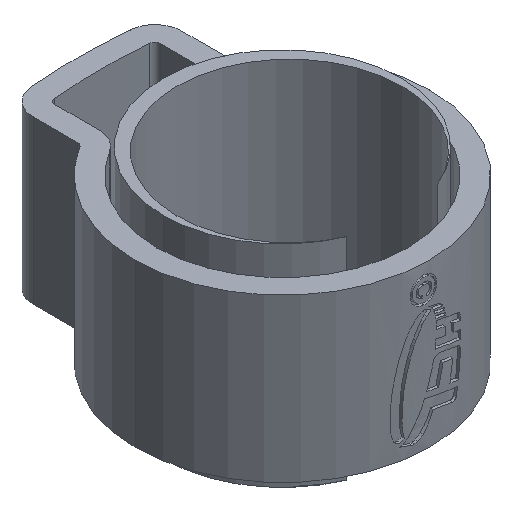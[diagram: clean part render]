
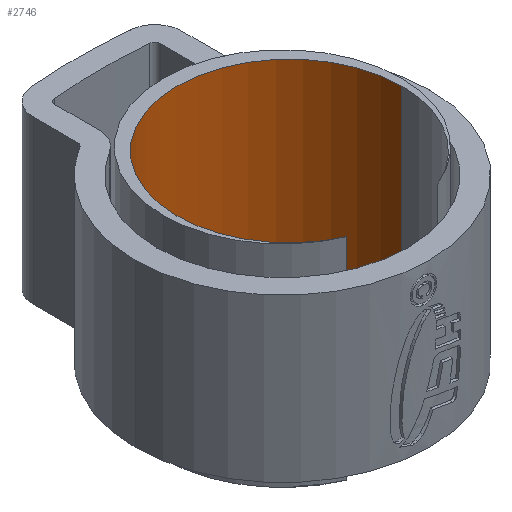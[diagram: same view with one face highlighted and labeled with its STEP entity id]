
A CAD part, isometric view. The second image highlights one B-rep face of the part: STEP entity #2746.
In plain terms, the highlighted cylindrical face has radius 4.16 mm (diameter 8.321 mm), a partial arc.
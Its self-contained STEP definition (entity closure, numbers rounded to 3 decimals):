
#166 = CIRCLE ( 'NONE', #1679, 4.161 ) ;
#213 = EDGE_CURVE ( 'NONE', #780, #3440, #4262, .T. ) ;
#292 = DIRECTION ( 'NONE',  ( 0., 0., -1. ) ) ;
#315 = AXIS2_PLACEMENT_3D ( 'NONE', #1549, #1525, #3516 ) ;
#617 = CARTESIAN_POINT ( 'NONE',  ( 4.161, -0.261, 3.9 ) ) ;
#780 = VERTEX_POINT ( 'NONE', #3798 ) ;
#862 = DIRECTION ( 'NONE',  ( 0., 0., -1. ) ) ;
#936 = VERTEX_POINT ( 'NONE', #2604 ) ;
#1096 = CARTESIAN_POINT ( 'NONE',  ( 4.161, -0.261, -3.9 ) ) ;
#1102 = VERTEX_POINT ( 'NONE', #1096 ) ;
#1273 = ORIENTED_EDGE ( 'NONE', *, *, #213, .F. ) ;
#1525 = DIRECTION ( 'NONE',  ( 0., 0., -1. ) ) ;
#1549 = CARTESIAN_POINT ( 'NONE',  ( 0., -0.261, 3.9 ) ) ;
#1571 = EDGE_LOOP ( 'NONE', ( #3270, #1273, #2511, #3765 ) ) ;
#1679 = AXIS2_PLACEMENT_3D ( 'NONE', #4711, #3506, #2312 ) ;
#1847 = CARTESIAN_POINT ( 'NONE',  ( 4.161, -0.261, 3.9 ) ) ;
#1948 = DIRECTION ( 'NONE',  ( 0., 0., -1. ) ) ;
#2036 = VECTOR ( 'NONE', #862, 1000. ) ;
#2179 = LINE ( 'NONE', #2551, #2036 ) ;
#2312 = DIRECTION ( 'NONE',  ( 1., 0., 0. ) ) ;
#2511 = ORIENTED_EDGE ( 'NONE', *, *, #4886, .T. ) ;
#2551 = CARTESIAN_POINT ( 'NONE',  ( -4.161, -0.261, 3.9 ) ) ;
#2604 = CARTESIAN_POINT ( 'NONE',  ( -4.161, -0.261, -3.9 ) ) ;
#2746 = ADVANCED_FACE ( 'NONE', ( #4992 ), #2814, .F. ) ;
#2814 = CYLINDRICAL_SURFACE ( 'NONE', #4961, 4.161 ) ;
#2873 = VECTOR ( 'NONE', #1948, 1000. ) ;
#3270 = ORIENTED_EDGE ( 'NONE', *, *, #4268, .F. ) ;
#3440 = VERTEX_POINT ( 'NONE', #1847 ) ;
#3506 = DIRECTION ( 'NONE',  ( 0., 0., -1. ) ) ;
#3516 = DIRECTION ( 'NONE',  ( 1., 0., 0. ) ) ;
#3765 = ORIENTED_EDGE ( 'NONE', *, *, #5086, .T. ) ;
#3798 = CARTESIAN_POINT ( 'NONE',  ( -4.161, -0.261, 3.9 ) ) ;
#3885 = LINE ( 'NONE', #617, #2873 ) ;
#4088 = CARTESIAN_POINT ( 'NONE',  ( 0., -0.261, 3.9 ) ) ;
#4262 = CIRCLE ( 'NONE', #315, 4.161 ) ;
#4268 = EDGE_CURVE ( 'NONE', #3440, #1102, #3885, .T. ) ;
#4711 = CARTESIAN_POINT ( 'NONE',  ( 0., -0.261, -3.9 ) ) ;
#4886 = EDGE_CURVE ( 'NONE', #780, #936, #2179, .T. ) ;
#4961 = AXIS2_PLACEMENT_3D ( 'NONE', #4088, #292, #5323 ) ;
#4992 = FACE_OUTER_BOUND ( 'NONE', #1571, .T. ) ;
#5086 = EDGE_CURVE ( 'NONE', #936, #1102, #166, .T. ) ;
#5323 = DIRECTION ( 'NONE',  ( -1., 0., 0. ) ) ;
